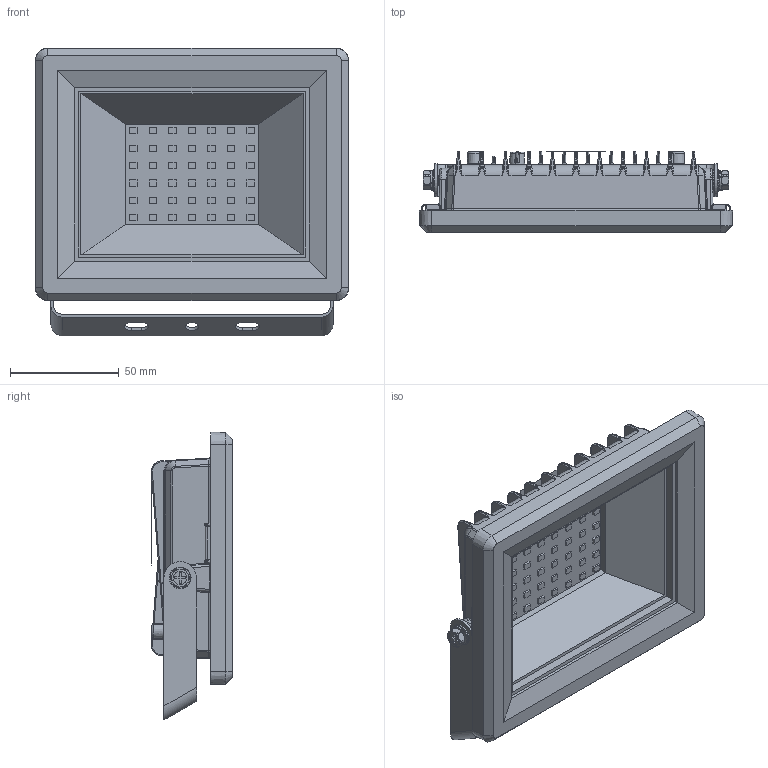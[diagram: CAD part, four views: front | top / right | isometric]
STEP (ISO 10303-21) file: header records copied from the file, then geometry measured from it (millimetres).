
FILE_DESCRIPTION((''),'2;1');
FILE_NAME('TBC30W000_ASM','2021-07-02T14:10:49',('Administrator'),(''),'CREO PARAMETRIC BY PTC INC, 2018050','CREO PARAMETRIC BY PTC INC, 2018050','');
FILE_SCHEMA(('AP242_MANAGED_MODEL_BASED_3D_ENGINEERING_MIM_LF { 1 0 10303 442 1 1 4 }'));
Products named in the file (16): 10W_2; __3_20W___17; ___11; ____7; ____9; ___19; ____5; KAKOU_1; M5X12________1; M5___2-107314; M5___2-107509; M5_____ASM_3_ASM; M5___3; ASM0001_ASM_15_ASM; 00; TBC30W000_ASM
Assembly tree (18 placements, depth 4):
  TBC30W000_ASM
    ASM0001_ASM_15_ASM
      10W_2
      __3_20W___17
      ___11
      ____7
      ____9
      ___19
      ____5  x2
      KAKOU_1  x2
      M5_____ASM_3_ASM  x2
        M5X12________1
        M5___2-107314
        M5___2-107509
      M5___3
    00
Bounding box: 144 x 37.37 x 132.25 mm (x, y, z)
Volume: 117571 mm3; surface area: 166808.3 mm2
Topology: 15 solids, 20 shells, 2270 faces, 5642 edges, 3490 vertices
Faces by surface type: plane 939, cylinder 634, bspline 520, cone 68, sphere 44, torus 40, revolution 24, extrusion 1
Entity records: 115995 total; most frequent: CARTESIAN_POINT 55844, ORIENTED_EDGE 10476, DIRECTION 8383, EDGE_CURVE 5244, PRESENTATION_STYLE_ASSIGNMENT 4237, STYLED_ITEM 4236, CURVE_STYLE 4187, VERTEX_POINT 3220
